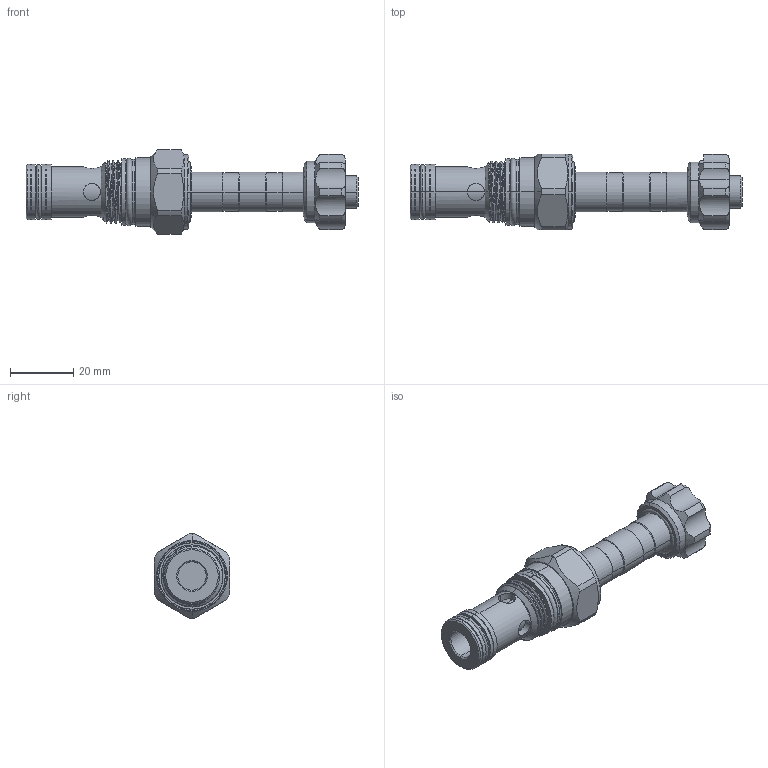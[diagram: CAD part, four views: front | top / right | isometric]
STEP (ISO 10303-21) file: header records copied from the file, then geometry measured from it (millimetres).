
FILE_DESCRIPTION (( 'STEP AP203' ), '1' );
FILE_NAME ('EP13A2A01M05.STEP', '2016-08-23T08:39:59', ( '' ), ( '' ), 'SwSTEP 2.0', 'SolidWorks 2012', '' );
FILE_SCHEMA (( 'CONFIG_CONTROL_DESIGN' ));
Length unit declared in the file: millimetre
Products named in the file (1): EP13A2A01M05
Bounding box: 105.2 x 24 x 26.7 mm (x, y, z)
Volume: 23862.9 mm3; surface area: 10527.9 mm2
Topology: 5 solids, 5 shells, 239 faces, 571 edges, 359 vertices
Faces by surface type: cylinder 123, cone 48, plane 34, torus 26, bspline 8
Entity records: 14501 total; most frequent: CARTESIAN_POINT 8987, DIRECTION 1153, ORIENTED_EDGE 1142, EDGE_CURVE 571, AXIS2_PLACEMENT_3D 491, VERTEX_POINT 359, EDGE_LOOP 266, CIRCLE 259
